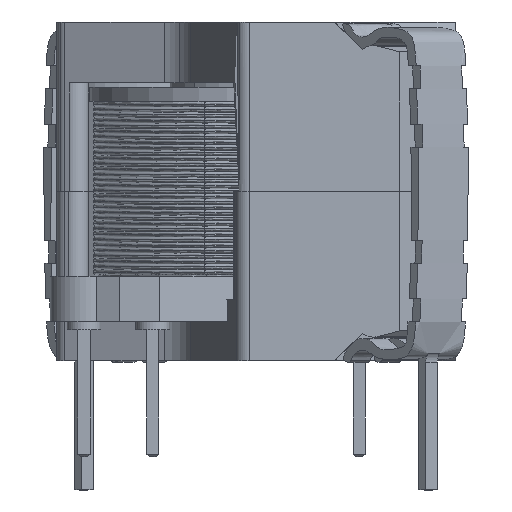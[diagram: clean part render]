
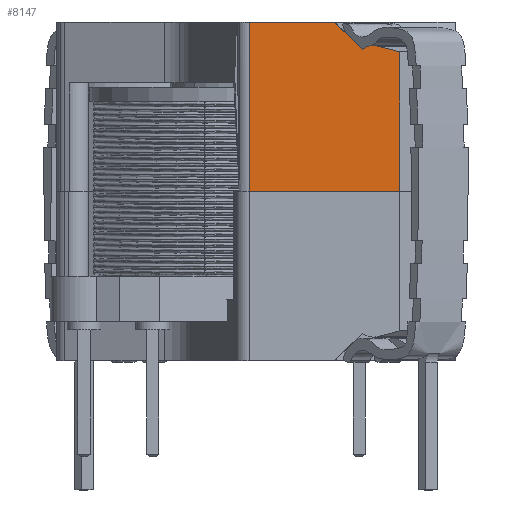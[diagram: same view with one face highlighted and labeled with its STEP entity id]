
A CAD part, left-side view. The second image highlights one B-rep face of the part: STEP entity #8147.
In plain terms, the highlighted face is planar.
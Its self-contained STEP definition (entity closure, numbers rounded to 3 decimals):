
#335 = ORIENTED_EDGE ( 'NONE', *, *, #23327, .F. ) ;
#948 = LINE ( 'NONE', #23834, #8365 ) ;
#1819 = VECTOR ( 'NONE', #15606, 1000. ) ;
#1856 = FACE_OUTER_BOUND ( 'NONE', #12581, .T. ) ;
#2102 = CARTESIAN_POINT ( 'NONE',  ( -8.95, 6.25, 1.444 ) ) ;
#2136 = VECTOR ( 'NONE', #13323, 1000. ) ;
#2142 = DIRECTION ( 'NONE',  ( 0., -1., 0. ) ) ;
#2276 = CARTESIAN_POINT ( 'NONE',  ( -7.969, 1.013, 2.426 ) ) ;
#2951 = LINE ( 'NONE', #10569, #22642 ) ;
#3202 = EDGE_CURVE ( 'NONE', #14329, #5933, #8395, .T. ) ;
#3238 = PLANE ( 'NONE',  #10428 ) ;
#3334 = DIRECTION ( 'NONE',  ( -0.707, 0., 0.707 ) ) ;
#3516 =( BOUNDED_CURVE ( )  B_SPLINE_CURVE ( 3, ( #12151, #15941, #16012, #4592 ),
 .UNSPECIFIED., .F., .F. ) 
 B_SPLINE_CURVE_WITH_KNOTS ( ( 4, 4 ),
 ( 0.682, 1.927 ),
 .UNSPECIFIED. ) 
 CURVE ( )  GEOMETRIC_REPRESENTATION_ITEM ( )  RATIONAL_B_SPLINE_CURVE ( ( 1., 0.875, 0.875, 1. ) ) 
 REPRESENTATION_ITEM ( '' )  );
#3818 = CARTESIAN_POINT ( 'NONE',  ( -5.019, 0., 5.375 ) ) ;
#4592 = CARTESIAN_POINT ( 'NONE',  ( -8.398, 0.895, 1.996 ) ) ;
#5933 = VERTEX_POINT ( 'NONE', #24512 ) ;
#6070 = EDGE_CURVE ( 'NONE', #16970, #19989, #17359, .T. ) ;
#6661 = ORIENTED_EDGE ( 'NONE', *, *, #19180, .T. ) ;
#6805 = CARTESIAN_POINT ( 'NONE',  ( -8.398, 0.895, 1.996 ) ) ;
#6886 = LINE ( 'NONE', #2276, #1819 ) ;
#7471 = DIRECTION ( 'NONE',  ( -0.684, 0.254, -0.684 ) ) ;
#7800 = CARTESIAN_POINT ( 'NONE',  ( -8.95, 0., 1.444 ) ) ;
#8147 = ADVANCED_FACE ( 'NONE', ( #1856 ), #3238, .T. ) ;
#8365 = VECTOR ( 'NONE', #19838, 1000. ) ;
#8395 = LINE ( 'NONE', #20815, #23076 ) ;
#8441 = EDGE_CURVE ( 'NONE', #13404, #5933, #10146, .T. ) ;
#9928 = ORIENTED_EDGE ( 'NONE', *, *, #23151, .T. ) ;
#10146 = LINE ( 'NONE', #7800, #19754 ) ;
#10428 = AXIS2_PLACEMENT_3D ( 'NONE', #14734, #3334, #16650 ) ;
#10569 = CARTESIAN_POINT ( 'NONE',  ( -8.95, 6.25, 1.444 ) ) ;
#11557 = ORIENTED_EDGE ( 'NONE', *, *, #20957, .T. ) ;
#12151 = CARTESIAN_POINT ( 'NONE',  ( -7.969, 1.013, 2.426 ) ) ;
#12254 = ORIENTED_EDGE ( 'NONE', *, *, #3202, .F. ) ;
#12581 = EDGE_LOOP ( 'NONE', ( #12254, #335, #9928, #6661, #12712, #11557, #23502 ) ) ;
#12712 = ORIENTED_EDGE ( 'NONE', *, *, #6070, .T. ) ;
#13323 = DIRECTION ( 'NONE',  ( 0., 1., 0. ) ) ;
#13404 = VERTEX_POINT ( 'NONE', #2102 ) ;
#14329 = VERTEX_POINT ( 'NONE', #6805 ) ;
#14734 = CARTESIAN_POINT ( 'NONE',  ( -8.95, 0., 1.444 ) ) ;
#15606 = DIRECTION ( 'NONE',  ( 0.5, -0.707, 0.5 ) ) ;
#15644 = VERTEX_POINT ( 'NONE', #19360 ) ;
#15941 = CARTESIAN_POINT ( 'NONE',  ( -8.076, 0.881, 2.319 ) ) ;
#16012 = CARTESIAN_POINT ( 'NONE',  ( -8.239, 0.836, 2.155 ) ) ;
#16367 = DIRECTION ( 'NONE',  ( -0.707, 0., -0.707 ) ) ;
#16650 = DIRECTION ( 'NONE',  ( 0.707, 0., 0.707 ) ) ;
#16970 = VERTEX_POINT ( 'NONE', #18642 ) ;
#17359 = LINE ( 'NONE', #3818, #2136 ) ;
#18642 = CARTESIAN_POINT ( 'NONE',  ( -5.019, 0., 5.375 ) ) ;
#19180 = EDGE_CURVE ( 'NONE', #23727, #16970, #948, .T. ) ;
#19360 = CARTESIAN_POINT ( 'NONE',  ( -7.969, 1.013, 2.426 ) ) ;
#19754 = VECTOR ( 'NONE', #2142, 1000. ) ;
#19838 = DIRECTION ( 'NONE',  ( 0.707, 0., 0.707 ) ) ;
#19989 = VERTEX_POINT ( 'NONE', #23534 ) ;
#20815 = CARTESIAN_POINT ( 'NONE',  ( -8.398, 0.895, 1.996 ) ) ;
#20957 = EDGE_CURVE ( 'NONE', #19989, #13404, #2951, .T. ) ;
#22642 = VECTOR ( 'NONE', #16367, 1000. ) ;
#23076 = VECTOR ( 'NONE', #7471, 1000. ) ;
#23151 = EDGE_CURVE ( 'NONE', #15644, #23727, #6886, .T. ) ;
#23327 = EDGE_CURVE ( 'NONE', #15644, #14329, #3516, .T. ) ;
#23502 = ORIENTED_EDGE ( 'NONE', *, *, #8441, .T. ) ;
#23534 = CARTESIAN_POINT ( 'NONE',  ( -5.019, 6.25, 5.375 ) ) ;
#23607 = CARTESIAN_POINT ( 'NONE',  ( -7.253, 0., 3.142 ) ) ;
#23727 = VERTEX_POINT ( 'NONE', #23607 ) ;
#23834 = CARTESIAN_POINT ( 'NONE',  ( -7.253, 0., 3.142 ) ) ;
#24512 = CARTESIAN_POINT ( 'NONE',  ( -8.95, 1.1, 1.444 ) ) ;
